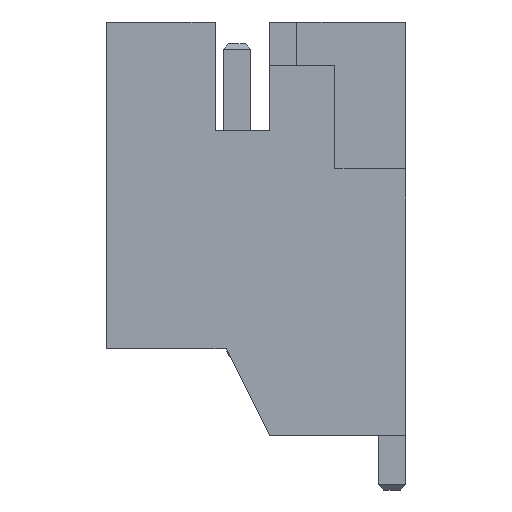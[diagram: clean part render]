
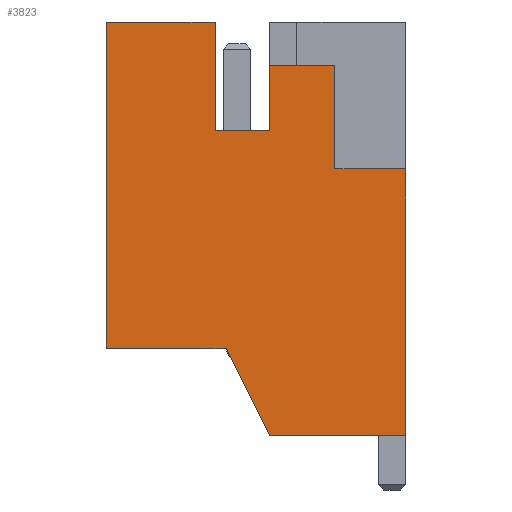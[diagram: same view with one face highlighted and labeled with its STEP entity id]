
A CAD part, left-side view. The second image highlights one B-rep face of the part: STEP entity #3823.
In plain terms, the highlighted planar face has unit normal (-1, 0, 0).
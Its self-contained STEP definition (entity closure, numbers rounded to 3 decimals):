
#117=FACE_OUTER_BOUND('',#329,.T.);
#329=EDGE_LOOP('',(#2601,#2602,#2603,#2604,#2605,#2606,#2607,#2608,#2609,
#2610,#2611,#2612));
#535=LINE('',#5324,#1055);
#539=LINE('',#5331,#1059);
#545=LINE('',#5345,#1065);
#564=LINE('',#5382,#1084);
#592=LINE('',#5437,#1112);
#598=LINE('',#5448,#1118);
#600=LINE('',#5452,#1120);
#602=LINE('',#5455,#1122);
#603=LINE('',#5459,#1123);
#604=LINE('',#5461,#1124);
#605=LINE('',#5463,#1125);
#606=LINE('',#5464,#1126);
#1055=VECTOR('',#4296,10.);
#1059=VECTOR('',#4302,10.);
#1065=VECTOR('',#4312,10.);
#1084=VECTOR('',#4339,10.);
#1112=VECTOR('',#4379,10.);
#1118=VECTOR('',#4387,10.);
#1120=VECTOR('',#4391,10.);
#1122=VECTOR('',#4395,10.);
#1123=VECTOR('',#4400,10.);
#1124=VECTOR('',#4401,10.);
#1125=VECTOR('',#4402,10.);
#1126=VECTOR('',#4403,10.);
#1575=VERTEX_POINT('',#5321);
#1576=VERTEX_POINT('',#5323);
#1578=VERTEX_POINT('',#5329);
#1584=VERTEX_POINT('',#5344);
#1598=VERTEX_POINT('',#5380);
#1618=VERTEX_POINT('',#5434);
#1619=VERTEX_POINT('',#5436);
#1623=VERTEX_POINT('',#5446);
#1624=VERTEX_POINT('',#5450);
#1625=VERTEX_POINT('',#5458);
#1626=VERTEX_POINT('',#5460);
#1627=VERTEX_POINT('',#5462);
#1935=EDGE_CURVE('',#1576,#1575,#535,.T.);
#1939=EDGE_CURVE('',#1575,#1578,#539,.T.);
#1945=EDGE_CURVE('',#1584,#1576,#545,.T.);
#1964=EDGE_CURVE('',#1578,#1598,#564,.T.);
#1992=EDGE_CURVE('',#1619,#1618,#592,.T.);
#1998=EDGE_CURVE('',#1618,#1623,#598,.T.);
#2000=EDGE_CURVE('',#1623,#1624,#600,.T.);
#2002=EDGE_CURVE('',#1624,#1584,#602,.T.);
#2003=EDGE_CURVE('',#1598,#1625,#603,.T.);
#2004=EDGE_CURVE('',#1625,#1626,#604,.T.);
#2005=EDGE_CURVE('',#1626,#1627,#605,.T.);
#2006=EDGE_CURVE('',#1627,#1619,#606,.T.);
#2601=ORIENTED_EDGE('',*,*,#1939,.T.);
#2602=ORIENTED_EDGE('',*,*,#1964,.T.);
#2603=ORIENTED_EDGE('',*,*,#2003,.T.);
#2604=ORIENTED_EDGE('',*,*,#2004,.T.);
#2605=ORIENTED_EDGE('',*,*,#2005,.T.);
#2606=ORIENTED_EDGE('',*,*,#2006,.T.);
#2607=ORIENTED_EDGE('',*,*,#1992,.T.);
#2608=ORIENTED_EDGE('',*,*,#1998,.T.);
#2609=ORIENTED_EDGE('',*,*,#2000,.T.);
#2610=ORIENTED_EDGE('',*,*,#2002,.T.);
#2611=ORIENTED_EDGE('',*,*,#1945,.T.);
#2612=ORIENTED_EDGE('',*,*,#1935,.T.);
#3631=PLANE('',#4056);
#3823=ADVANCED_FACE('',(#117),#3631,.T.);
#4056=AXIS2_PLACEMENT_3D('',#5457,#4398,#4399);
#4296=DIRECTION('',(0.,1.,0.));
#4302=DIRECTION('',(0.,0.,1.));
#4312=DIRECTION('',(0.,0.,-1.));
#4339=DIRECTION('',(0.,1.,0.));
#4379=DIRECTION('',(0.,0.,1.));
#4387=DIRECTION('',(0.,1.,0.));
#4391=DIRECTION('',(0.,0.,1.));
#4395=DIRECTION('',(0.,1.,0.));
#4398=DIRECTION('center_axis',(-1.,0.,0.));
#4399=DIRECTION('ref_axis',(0.,0.,1.));
#4400=DIRECTION('',(0.,0.,-1.));
#4401=DIRECTION('',(0.,-1.,0.));
#4402=DIRECTION('',(0.,-0.447,-0.894));
#4403=DIRECTION('',(0.,-1.,0.));
#5321=CARTESIAN_POINT('',(-6.95,3.5,-2.));
#5323=CARTESIAN_POINT('',(-6.95,2.5,-2.));
#5324=CARTESIAN_POINT('',(-6.95,3.125,-2.));
#5329=CARTESIAN_POINT('',(-6.95,3.5,0.));
#5331=CARTESIAN_POINT('',(-6.95,3.5,-1.5));
#5344=CARTESIAN_POINT('',(-6.95,2.5,-0.8));
#5345=CARTESIAN_POINT('',(-6.95,2.5,-2.5));
#5380=CARTESIAN_POINT('',(-6.95,5.5,0.));
#5382=CARTESIAN_POINT('',(-6.95,0.,0.));
#5434=CARTESIAN_POINT('',(-6.95,0.,-2.7));
#5436=CARTESIAN_POINT('',(-6.95,0.,-7.6));
#5437=CARTESIAN_POINT('',(-6.95,0.,-7.6));
#5446=CARTESIAN_POINT('',(-6.95,1.3,-2.7));
#5448=CARTESIAN_POINT('',(-6.95,2.025,-2.7));
#5450=CARTESIAN_POINT('',(-6.95,1.3,-0.8));
#5452=CARTESIAN_POINT('',(-6.95,1.3,-1.9));
#5455=CARTESIAN_POINT('',(-6.95,2.625,-0.8));
#5457=CARTESIAN_POINT('Origin',(-6.95,2.75,-3.));
#5458=CARTESIAN_POINT('',(-6.95,5.5,-6.));
#5459=CARTESIAN_POINT('',(-6.95,5.5,0.));
#5460=CARTESIAN_POINT('',(-6.95,3.3,-6.));
#5461=CARTESIAN_POINT('',(-6.95,5.5,-6.));
#5462=CARTESIAN_POINT('',(-6.95,2.5,-7.6));
#5463=CARTESIAN_POINT('',(-6.95,3.3,-6.));
#5464=CARTESIAN_POINT('',(-6.95,2.5,-7.6));
